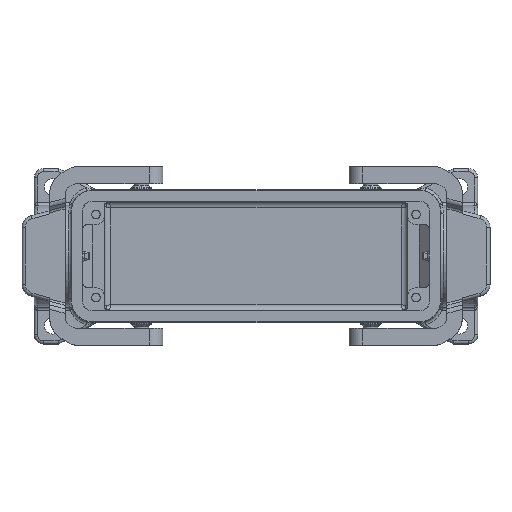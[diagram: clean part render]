
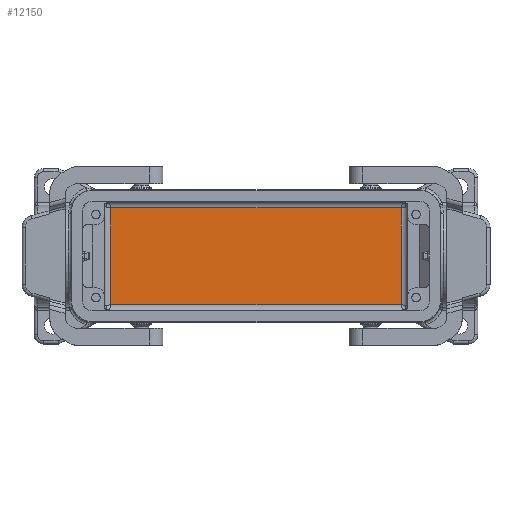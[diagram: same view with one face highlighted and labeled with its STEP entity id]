
A CAD part, top view. The second image highlights one B-rep face of the part: STEP entity #12150.
In plain terms, the highlighted planar face has unit normal (0, 0, 1).
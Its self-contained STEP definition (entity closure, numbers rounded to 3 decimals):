
#9110=CARTESIAN_POINT('',(15.75,-47.25,4.));
#9120=VERTEX_POINT('',#9110);
#11780=CARTESIAN_POINT('',(0.,0.,4.));
#11790=DIRECTION('',(0.,-0.,1.));
#11800=DIRECTION('',(0.,1.,0.));
#11810=AXIS2_PLACEMENT_3D('',#11780,#11790,#11800);
#11820=PLANE('',#11810);
#11830=CARTESIAN_POINT('',(0.,47.25,4.));
#11840=DIRECTION('',(1.,0.,0.));
#11850=VECTOR('',#11840,1.);
#11860=LINE('',#11830,#11850);
#11870=CARTESIAN_POINT('',(-15.75,47.25,4.));
#11880=VERTEX_POINT('',#11870);
#11890=CARTESIAN_POINT('',(15.75,47.25,4.));
#11900=VERTEX_POINT('',#11890);
#11910=EDGE_CURVE('',#11880,#11900,#11860,.T.);
#11920=ORIENTED_EDGE('',*,*,#11910,.F.);
#11930=CARTESIAN_POINT('',(15.75,0.,4.));
#11940=DIRECTION('',(0.,-1.,0.));
#11950=VECTOR('',#11940,1.);
#11960=LINE('',#11930,#11950);
#11970=EDGE_CURVE('',#11900,#9120,#11960,.T.);
#11980=ORIENTED_EDGE('',*,*,#11970,.F.);
#11990=CARTESIAN_POINT('',(0.,-47.25,4.));
#12000=DIRECTION('',(1.,0.,0.));
#12010=VECTOR('',#12000,1.);
#12020=LINE('',#11990,#12010);
#12030=CARTESIAN_POINT('',(-15.75,-47.25,4.));
#12040=VERTEX_POINT('',#12030);
#12050=EDGE_CURVE('',#12040,#9120,#12020,.T.);
#12060=ORIENTED_EDGE('',*,*,#12050,.T.);
#12070=CARTESIAN_POINT('',(-15.75,0.,4.));
#12080=DIRECTION('',(0.,1.,0.));
#12090=VECTOR('',#12080,1.);
#12100=LINE('',#12070,#12090);
#12110=EDGE_CURVE('',#12040,#11880,#12100,.T.);
#12120=ORIENTED_EDGE('',*,*,#12110,.F.);
#12130=EDGE_LOOP('',(#12120,#12060,#11980,#11920));
#12140=FACE_OUTER_BOUND('',#12130,.T.);
#12150=ADVANCED_FACE('',(#12140),#11820,.T.);
